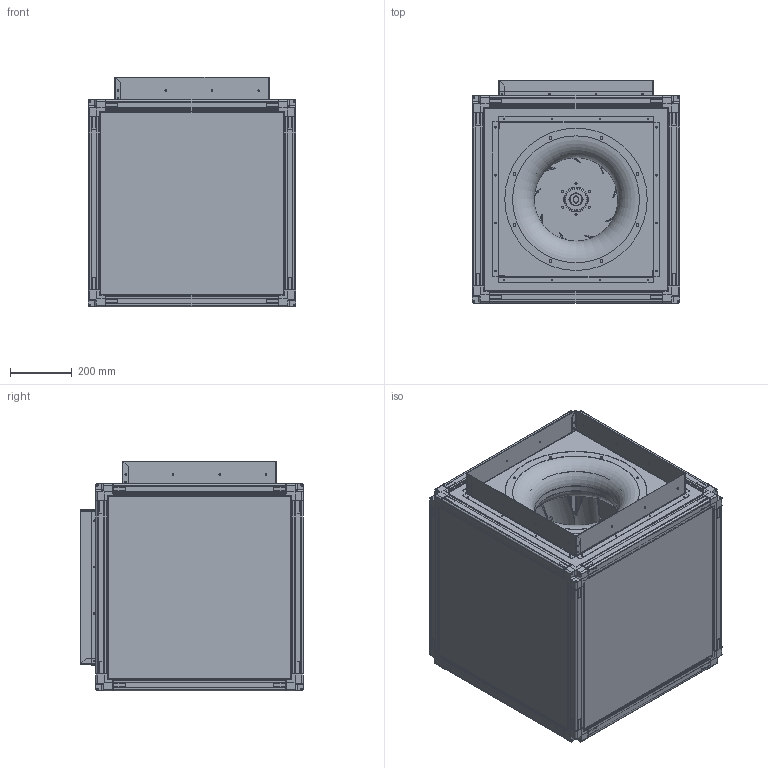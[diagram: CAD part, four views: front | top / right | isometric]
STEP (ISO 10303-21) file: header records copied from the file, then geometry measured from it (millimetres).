
FILE_DESCRIPTION(('STEP AP203'), '1');
FILE_NAME('Âåíòèëÿòîð ÊÓÁ 67-67 â ñáîðå', '', ('UNSPECIFIED'), ('UNSPECIFIED'), 'ASCON STEP Converter 1.3', 'ASCON Math Kernel', '');
FILE_SCHEMA(('CONFIG_CONTROL_DESIGN'));
Length unit declared in the file: millimetre
Products named in the file (1): ﾂﾊ-ﾍﾊﾕ 67-67
Bounding box: 670 x 718.5 x 743 mm (x, y, z)
Volume: 13238020.9 mm3; surface area: 14267710.7 mm2
Topology: 66 solids, 66 shells, 4470 faces, 12166 edges, 7879 vertices
Faces by surface type: plane 3125, cylinder 1113, bspline 214, sphere 8, cone 6, torus 4
Full cylindrical faces by diameter (mm): 4.5 x220, 5 x224, 6 x2, 6.5 x6, 6.6 x6, 7 x24, 8.5 x8, 9.3 x24, 10 x4, 12 x4, 12.3 x4, 70 x1, 80 x3, 93.398 x1, 113.6 x1, 120 x1, 130 x1, 131.5 x1, 200 x1, 270 x1, 274 x1, 280 x1, 284 x1, 310 x1, 400 x2, 410 x1, 460 x1
Entity records: 183243 total; most frequent: CARTESIAN_POINT 33668, ORIENTED_EDGE 23206, DIRECTION 21475, EDGE_CURVE 11603, LINE 8883, VECTOR 8883, VERTEX_POINT 7879, EDGE_LOOP 6624
